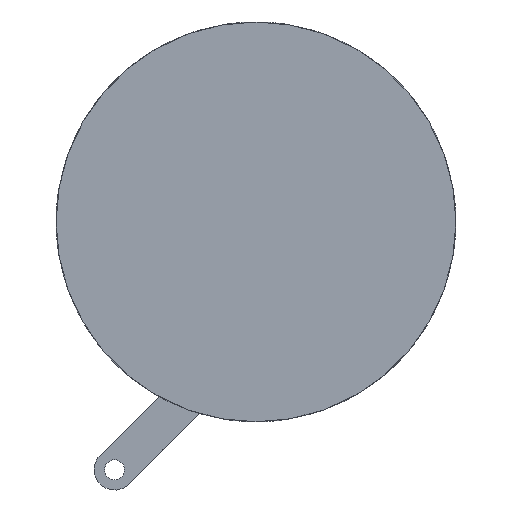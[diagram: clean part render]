
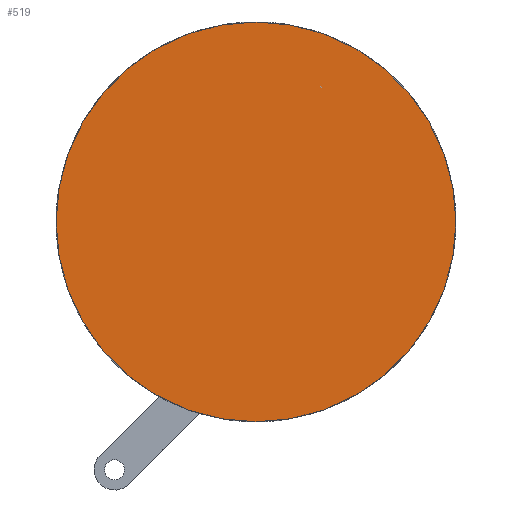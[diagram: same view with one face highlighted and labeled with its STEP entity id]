
A CAD part, front view. The second image highlights one B-rep face of the part: STEP entity #519.
In plain terms, the highlighted planar face has unit normal (0, -1, 0).
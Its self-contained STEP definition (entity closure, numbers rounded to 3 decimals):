
#33=CIRCLE('',#568,30.);
#60=PLANE('',#578);
#83=FACE_OUTER_BOUND('',#116,.T.);
#116=EDGE_LOOP('',(#397));
#243=VERTEX_POINT('',#857);
#293=EDGE_CURVE('',#243,#243,#33,.T.);
#397=ORIENTED_EDGE('',*,*,#293,.F.);
#519=ADVANCED_FACE('',(#83),#60,.F.);
#568=AXIS2_PLACEMENT_3D('',#859,#644,#645);
#578=AXIS2_PLACEMENT_3D('',#930,#667,#668);
#644=DIRECTION('center_axis',(0.,1.,0.));
#645=DIRECTION('ref_axis',(1.,0.,0.));
#667=DIRECTION('center_axis',(0.,1.,0.));
#668=DIRECTION('ref_axis',(1.,0.,0.));
#857=CARTESIAN_POINT('',(-30.,0.,0.));
#859=CARTESIAN_POINT('Origin',(0.,0.,0.));
#930=CARTESIAN_POINT('Origin',(0.,0.,0.));
